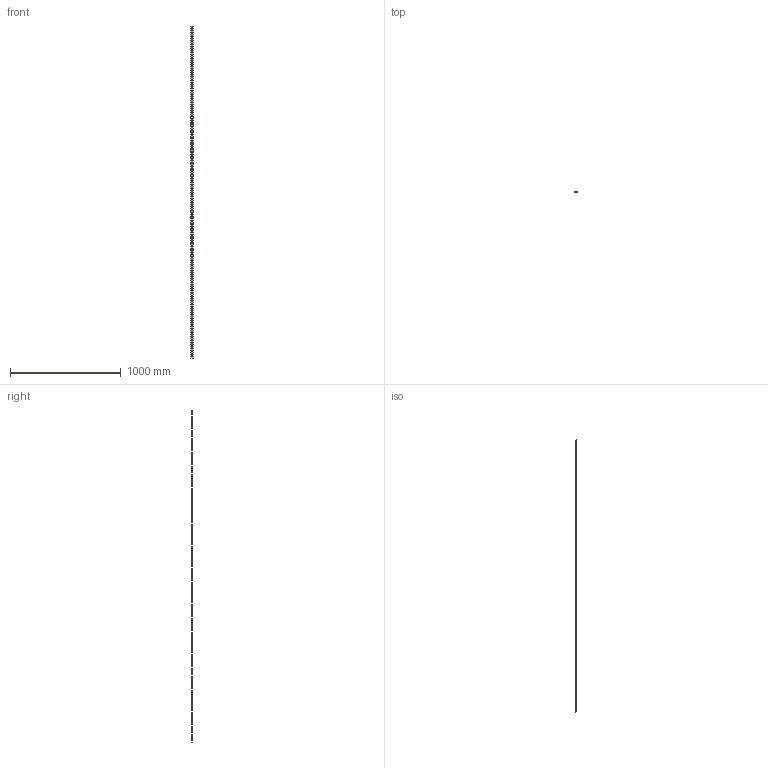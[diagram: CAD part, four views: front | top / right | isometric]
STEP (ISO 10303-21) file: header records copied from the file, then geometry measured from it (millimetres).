
FILE_DESCRIPTION (( 'STEP AP203' ), '1' );
FILE_NAME ('CLM50D-POP-20-3-2-BS Ïîëîñà ïåðôîðèðîâàííàÿ 20õ3000-2,0 BS IEK.STEP', '2023-03-21T11:09:45', ( '' ), ( '' ), 'SwSTEP 2.0', 'SolidWorks 2022', '' );
FILE_SCHEMA (( 'CONFIG_CONTROL_DESIGN' ));
Length unit declared in the file: millimetre
Products named in the file (1): CLM50D-POP-20-3-2-BS Полоса перфорированная 20х3000-2,0 BS IEK
Bounding box: 20 x 2 x 3000 mm (x, y, z)
Volume: 89182.7 mm3; surface area: 112684.6 mm2
Topology: 1 solids, 1 shells, 601 faces, 1797 edges, 1198 vertices
Faces by surface type: cylinder 357, plane 244
Entity records: 21058 total; most frequent: DIRECTION 3715, CARTESIAN_POINT 3597, ORIENTED_EDGE 3594, EDGE_CURVE 1797, AXIS2_PLACEMENT_3D 1316, VERTEX_POINT 1198, VECTOR 1083, LINE 1083
